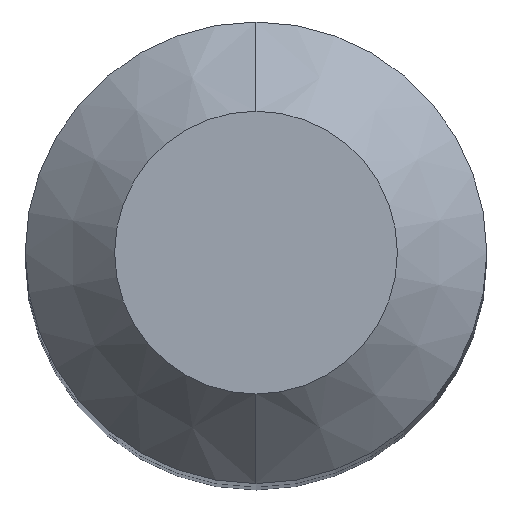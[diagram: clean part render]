
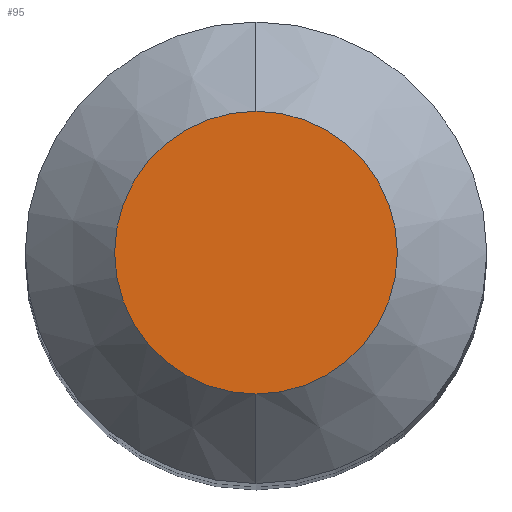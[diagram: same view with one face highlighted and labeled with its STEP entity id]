
A CAD part, top view. The second image highlights one B-rep face of the part: STEP entity #95.
In plain terms, the highlighted planar face has unit normal (0, 0, 1).
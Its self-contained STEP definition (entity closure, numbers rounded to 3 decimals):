
#95=ADVANCED_FACE('',(#174),#175,.T.);
#174=FACE_OUTER_BOUND('',#263,.T.);
#175=PLANE('',#264);
#263=EDGE_LOOP('',(#349,#350));
#264=AXIS2_PLACEMENT_3D('',#351,#352,#353);
#349=ORIENTED_EDGE('',*,*,#425,.F.);
#350=ORIENTED_EDGE('',*,*,#428,.F.);
#351=CARTESIAN_POINT('',(0.,2.45,48.0));
#352=DIRECTION('',(0.,0.0,1.0));
#353=DIRECTION('',(0.0,-1.0,0.0));
#425=EDGE_CURVE('',#479,#481,#482,.T.);
#428=EDGE_CURVE('',#481,#479,#485,.T.);
#479=VERTEX_POINT('',#529);
#481=VERTEX_POINT('',#532);
#482=CIRCLE('',#533,4.9);
#485=CIRCLE('',#537,4.9);
#529=CARTESIAN_POINT('',(0.,4.9,48.0));
#532=CARTESIAN_POINT('',(0.,-4.9,48.0));
#533=AXIS2_PLACEMENT_3D('',#574,#575,#576);
#537=AXIS2_PLACEMENT_3D('',#578,#579,#580);
#574=CARTESIAN_POINT('',(0.,0.0,48.0));
#575=DIRECTION('',(0.,0.0,-1.0));
#576=DIRECTION('',(0.0,1.0,0.0));
#578=CARTESIAN_POINT('',(0.,0.0,48.0));
#579=DIRECTION('',(0.,0.0,-1.0));
#580=DIRECTION('',(0.0,1.0,0.0));
